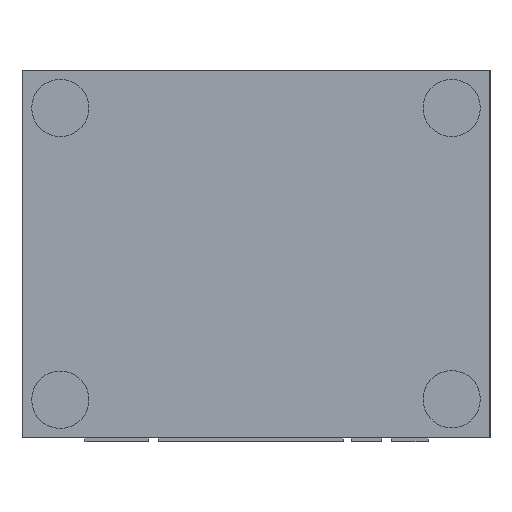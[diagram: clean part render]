
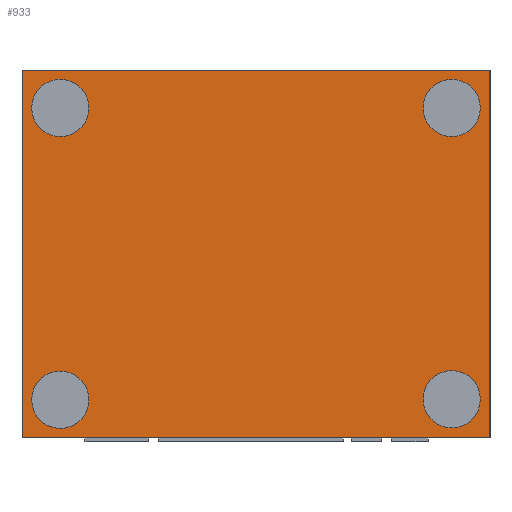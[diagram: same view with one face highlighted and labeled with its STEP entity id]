
A CAD part, front view. The second image highlights one B-rep face of the part: STEP entity #933.
In plain terms, the highlighted planar face has unit normal (0, -1, 0).
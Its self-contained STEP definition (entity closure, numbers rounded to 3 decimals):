
#29 = ORIENTED_EDGE ( 'NONE', *, *, #560, .F. ) ;
#42 = DIRECTION ( 'NONE',  ( 0., -1., 0. ) ) ;
#45 = CARTESIAN_POINT ( 'NONE',  ( 111.975, -31.1, 10.031 ) ) ;
#49 = AXIS2_PLACEMENT_3D ( 'NONE', #45, #2951, #3558 ) ;
#61 = EDGE_CURVE ( 'NONE', #3183, #238, #3100, .T. ) ;
#81 = AXIS2_PLACEMENT_3D ( 'NONE', #2090, #42, #1788 ) ;
#238 = VERTEX_POINT ( 'NONE', #537 ) ;
#254 = ORIENTED_EDGE ( 'NONE', *, *, #365, .F. ) ;
#301 = CARTESIAN_POINT ( 'NONE',  ( 0., -31.1, 0. ) ) ;
#317 = CARTESIAN_POINT ( 'NONE',  ( 121.95, -31.1, 0. ) ) ;
#328 = AXIS2_PLACEMENT_3D ( 'NONE', #1603, #3062, #2530 ) ;
#334 = ORIENTED_EDGE ( 'NONE', *, *, #544, .T. ) ;
#339 = LINE ( 'NONE', #301, #1913 ) ;
#365 = EDGE_CURVE ( 'NONE', #1665, #2246, #3243, .T. ) ;
#393 = CIRCLE ( 'NONE', #2554, 7.452 ) ;
#396 = FACE_BOUND ( 'NONE', #2261, .T. ) ;
#473 = CIRCLE ( 'NONE', #1218, 7.452 ) ;
#493 = CARTESIAN_POINT ( 'NONE',  ( 9.975, -31.1, 93.4 ) ) ;
#526 = EDGE_CURVE ( 'NONE', #3523, #773, #726, .T. ) ;
#537 = CARTESIAN_POINT ( 'NONE',  ( 111.975, -31.1, 78.496 ) ) ;
#544 = EDGE_CURVE ( 'NONE', #3755, #1539, #3401, .T. ) ;
#560 = EDGE_CURVE ( 'NONE', #1227, #2596, #473, .T. ) ;
#568 = ORIENTED_EDGE ( 'NONE', *, *, #526, .F. ) ;
#573 = CARTESIAN_POINT ( 'NONE',  ( 9.975, -31.1, 9.899 ) ) ;
#655 = CARTESIAN_POINT ( 'NONE',  ( 0., -31.1, 95.71 ) ) ;
#667 = DIRECTION ( 'NONE',  ( 0., 0., 1. ) ) ;
#718 = VECTOR ( 'NONE', #1652, 1000. ) ;
#726 = LINE ( 'NONE', #2526, #3360 ) ;
#752 = EDGE_CURVE ( 'NONE', #1539, #773, #339, .T. ) ;
#757 = CIRCLE ( 'NONE', #2550, 7.452 ) ;
#768 = CARTESIAN_POINT ( 'NONE',  ( 9.975, -31.1, 85.948 ) ) ;
#773 = VERTEX_POINT ( 'NONE', #317 ) ;
#778 = CARTESIAN_POINT ( 'NONE',  ( 121.95, -31.1, 95.71 ) ) ;
#861 = EDGE_LOOP ( 'NONE', ( #1098, #29 ) ) ;
#877 = ORIENTED_EDGE ( 'NONE', *, *, #2914, .F. ) ;
#933 = ADVANCED_FACE ( 'NONE', ( #396, #3607, #3684, #2238, #1297 ), #979, .F. ) ;
#979 = PLANE ( 'NONE',  #3754 ) ;
#1074 = VECTOR ( 'NONE', #1543, 1000. ) ;
#1098 = ORIENTED_EDGE ( 'NONE', *, *, #3699, .F. ) ;
#1147 = EDGE_LOOP ( 'NONE', ( #2317, #568, #1634, #334 ) ) ;
#1162 = DIRECTION ( 'NONE',  ( 0., -1., 0. ) ) ;
#1218 = AXIS2_PLACEMENT_3D ( 'NONE', #768, #1948, #1883 ) ;
#1227 = VERTEX_POINT ( 'NONE', #3283 ) ;
#1297 = FACE_OUTER_BOUND ( 'NONE', #1147, .T. ) ;
#1336 = DIRECTION ( 'NONE',  ( 0., 0., 1. ) ) ;
#1466 = DIRECTION ( 'NONE',  ( 0., -1., 0. ) ) ;
#1535 = DIRECTION ( 'NONE',  ( 1., 0., 0. ) ) ;
#1539 = VERTEX_POINT ( 'NONE', #1761 ) ;
#1543 = DIRECTION ( 'NONE',  ( 1., 0., 0. ) ) ;
#1603 = CARTESIAN_POINT ( 'NONE',  ( 111.975, -31.1, 85.948 ) ) ;
#1616 = ORIENTED_EDGE ( 'NONE', *, *, #61, .F. ) ;
#1634 = ORIENTED_EDGE ( 'NONE', *, *, #2511, .F. ) ;
#1652 = DIRECTION ( 'NONE',  ( 0., 0., -1. ) ) ;
#1665 = VERTEX_POINT ( 'NONE', #2473 ) ;
#1712 = DIRECTION ( 'NONE',  ( 0., 0., 1. ) ) ;
#1741 = ORIENTED_EDGE ( 'NONE', *, *, #2173, .F. ) ;
#1761 = CARTESIAN_POINT ( 'NONE',  ( 0., -31.1, 0. ) ) ;
#1777 = AXIS2_PLACEMENT_3D ( 'NONE', #3043, #1162, #3327 ) ;
#1788 = DIRECTION ( 'NONE',  ( 0., 0., 1. ) ) ;
#1883 = DIRECTION ( 'NONE',  ( 0., 0., 1. ) ) ;
#1913 = VECTOR ( 'NONE', #1535, 1000. ) ;
#1948 = DIRECTION ( 'NONE',  ( 0., -1., 0. ) ) ;
#1983 = EDGE_CURVE ( 'NONE', #2246, #1665, #3399, .T. ) ;
#2090 = CARTESIAN_POINT ( 'NONE',  ( 111.975, -31.1, 10.031 ) ) ;
#2116 = DIRECTION ( 'NONE',  ( 0., 0., 1. ) ) ;
#2122 = EDGE_LOOP ( 'NONE', ( #1616, #877 ) ) ;
#2144 = CARTESIAN_POINT ( 'NONE',  ( 111.975, -31.1, 85.948 ) ) ;
#2173 = EDGE_CURVE ( 'NONE', #3598, #3374, #757, .T. ) ;
#2235 = CARTESIAN_POINT ( 'NONE',  ( 9.975, -31.1, 2.447 ) ) ;
#2238 = FACE_BOUND ( 'NONE', #861, .T. ) ;
#2246 = VERTEX_POINT ( 'NONE', #2439 ) ;
#2261 = EDGE_LOOP ( 'NONE', ( #2297, #254 ) ) ;
#2264 = CARTESIAN_POINT ( 'NONE',  ( 0., -31.1, 95.71 ) ) ;
#2288 = ORIENTED_EDGE ( 'NONE', *, *, #2719, .F. ) ;
#2297 = ORIENTED_EDGE ( 'NONE', *, *, #1983, .F. ) ;
#2317 = ORIENTED_EDGE ( 'NONE', *, *, #752, .T. ) ;
#2382 = CARTESIAN_POINT ( 'NONE',  ( 9.975, -31.1, 9.899 ) ) ;
#2429 = AXIS2_PLACEMENT_3D ( 'NONE', #2144, #3304, #667 ) ;
#2439 = CARTESIAN_POINT ( 'NONE',  ( 111.975, -31.1, 17.483 ) ) ;
#2473 = CARTESIAN_POINT ( 'NONE',  ( 111.975, -31.1, 2.579 ) ) ;
#2480 = CARTESIAN_POINT ( 'NONE',  ( 0., -31.1, 95.71 ) ) ;
#2511 = EDGE_CURVE ( 'NONE', #3755, #3523, #3294, .T. ) ;
#2526 = CARTESIAN_POINT ( 'NONE',  ( 121.95, -31.1, 95.71 ) ) ;
#2530 = DIRECTION ( 'NONE',  ( 0., 0., 1. ) ) ;
#2550 = AXIS2_PLACEMENT_3D ( 'NONE', #2382, #3025, #2116 ) ;
#2554 = AXIS2_PLACEMENT_3D ( 'NONE', #573, #1466, #1712 ) ;
#2596 = VERTEX_POINT ( 'NONE', #493 ) ;
#2719 = EDGE_CURVE ( 'NONE', #3374, #3598, #393, .T. ) ;
#2914 = EDGE_CURVE ( 'NONE', #238, #3183, #3405, .T. ) ;
#2925 = CARTESIAN_POINT ( 'NONE',  ( 111.975, -31.1, 93.4 ) ) ;
#2951 = DIRECTION ( 'NONE',  ( 0., -1., 0. ) ) ;
#3003 = CIRCLE ( 'NONE', #1777, 7.452 ) ;
#3025 = DIRECTION ( 'NONE',  ( 0., -1., 0. ) ) ;
#3043 = CARTESIAN_POINT ( 'NONE',  ( 9.975, -31.1, 85.948 ) ) ;
#3062 = DIRECTION ( 'NONE',  ( 0., -1., 0. ) ) ;
#3100 = CIRCLE ( 'NONE', #328, 7.452 ) ;
#3183 = VERTEX_POINT ( 'NONE', #2925 ) ;
#3243 = CIRCLE ( 'NONE', #49, 7.452 ) ;
#3283 = CARTESIAN_POINT ( 'NONE',  ( 9.975, -31.1, 78.496 ) ) ;
#3294 = LINE ( 'NONE', #655, #1074 ) ;
#3304 = DIRECTION ( 'NONE',  ( 0., -1., 0. ) ) ;
#3325 = DIRECTION ( 'NONE',  ( 0., 0., -1. ) ) ;
#3327 = DIRECTION ( 'NONE',  ( 0., 0., 1. ) ) ;
#3349 = EDGE_LOOP ( 'NONE', ( #1741, #2288 ) ) ;
#3360 = VECTOR ( 'NONE', #3325, 1000. ) ;
#3374 = VERTEX_POINT ( 'NONE', #2235 ) ;
#3399 = CIRCLE ( 'NONE', #81, 7.452 ) ;
#3401 = LINE ( 'NONE', #3688, #718 ) ;
#3405 = CIRCLE ( 'NONE', #2429, 7.452 ) ;
#3523 = VERTEX_POINT ( 'NONE', #778 ) ;
#3558 = DIRECTION ( 'NONE',  ( 0., 0., 1. ) ) ;
#3598 = VERTEX_POINT ( 'NONE', #3757 ) ;
#3607 = FACE_BOUND ( 'NONE', #3349, .T. ) ;
#3645 = DIRECTION ( 'NONE',  ( 0., 1., 0. ) ) ;
#3684 = FACE_BOUND ( 'NONE', #2122, .T. ) ;
#3688 = CARTESIAN_POINT ( 'NONE',  ( 0., -31.1, 95.71 ) ) ;
#3699 = EDGE_CURVE ( 'NONE', #2596, #1227, #3003, .T. ) ;
#3754 = AXIS2_PLACEMENT_3D ( 'NONE', #2480, #3645, #1336 ) ;
#3755 = VERTEX_POINT ( 'NONE', #2264 ) ;
#3757 = CARTESIAN_POINT ( 'NONE',  ( 9.975, -31.1, 17.35 ) ) ;
